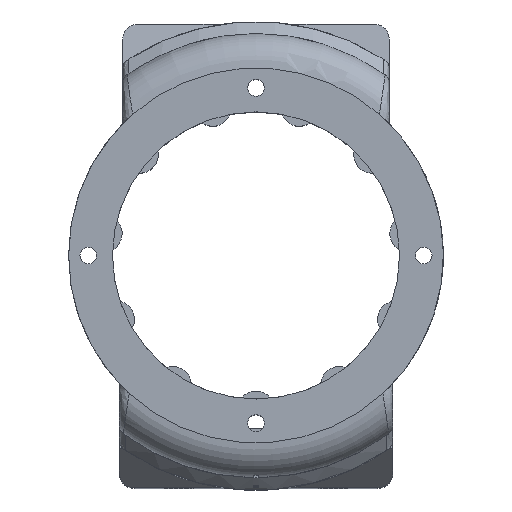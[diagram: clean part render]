
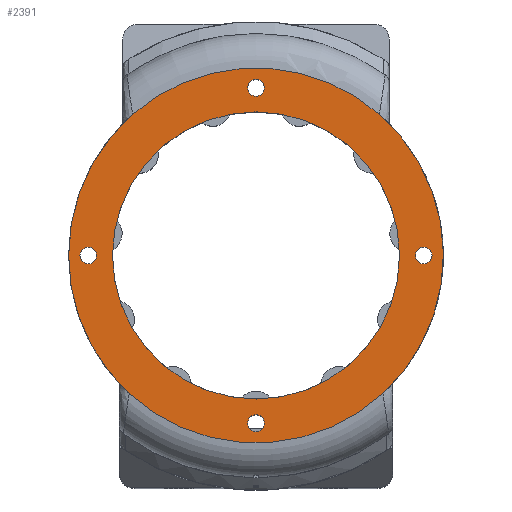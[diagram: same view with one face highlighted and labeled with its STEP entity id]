
A CAD part, top view. The second image highlights one B-rep face of the part: STEP entity #2391.
In plain terms, the highlighted planar face has unit normal (0, 0, 1).
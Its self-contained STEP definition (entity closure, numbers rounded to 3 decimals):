
#7 = VERTEX_POINT ( 'NONE', #4536 ) ;
#33 = CIRCLE ( 'NONE', #9329, 38. ) ;
#102 = DIRECTION ( 'NONE',  ( 1., 0., 0. ) ) ;
#180 = CIRCLE ( 'NONE', #3150, 1.7 ) ;
#201 = CARTESIAN_POINT ( 'NONE',  ( 0., -34., 15. ) ) ;
#202 = AXIS2_PLACEMENT_3D ( 'NONE', #6614, #2782, #8866 ) ;
#239 = DIRECTION ( 'NONE',  ( 0., 0., 1. ) ) ;
#318 = AXIS2_PLACEMENT_3D ( 'NONE', #1171, #8157, #4990 ) ;
#365 = ORIENTED_EDGE ( 'NONE', *, *, #6487, .T. ) ;
#562 = DIRECTION ( 'NONE',  ( 1., 0., 0. ) ) ;
#571 = CIRCLE ( 'NONE', #6263, 1.7 ) ;
#572 = VERTEX_POINT ( 'NONE', #6968 ) ;
#744 = CIRCLE ( 'NONE', #3334, 29.1 ) ;
#747 = DIRECTION ( 'NONE',  ( 1., 0., 0. ) ) ;
#869 = FACE_OUTER_BOUND ( 'NONE', #4747, .T. ) ;
#884 = CARTESIAN_POINT ( 'NONE',  ( -1.7, 34., 15. ) ) ;
#1021 = DIRECTION ( 'NONE',  ( 0., 0., 1. ) ) ;
#1171 = CARTESIAN_POINT ( 'NONE',  ( 0., 0., 15. ) ) ;
#1189 = ORIENTED_EDGE ( 'NONE', *, *, #5490, .F. ) ;
#1205 = CIRCLE ( 'NONE', #6905, 1.7 ) ;
#1217 = CARTESIAN_POINT ( 'NONE',  ( 1.7, 34., 15. ) ) ;
#1261 = ORIENTED_EDGE ( 'NONE', *, *, #6229, .T. ) ;
#1320 = DIRECTION ( 'NONE',  ( 0., 0., 1. ) ) ;
#1321 = DIRECTION ( 'NONE',  ( 1., 0., 0. ) ) ;
#1332 = CARTESIAN_POINT ( 'NONE',  ( 25., 28.618, 15. ) ) ;
#1369 = DIRECTION ( 'NONE',  ( 1., 0., 0. ) ) ;
#1405 = AXIS2_PLACEMENT_3D ( 'NONE', #4799, #3350, #102 ) ;
#1769 = VERTEX_POINT ( 'NONE', #9010 ) ;
#1915 = VERTEX_POINT ( 'NONE', #7668 ) ;
#1969 = CARTESIAN_POINT ( 'NONE',  ( -1.7, -34., 15. ) ) ;
#2040 = VERTEX_POINT ( 'NONE', #884 ) ;
#2046 = DIRECTION ( 'NONE',  ( 0., 0., 1. ) ) ;
#2101 = CARTESIAN_POINT ( 'NONE',  ( -25.713, -27.979, 15. ) ) ;
#2134 = DIRECTION ( 'NONE',  ( 0., 0., 1. ) ) ;
#2137 = ORIENTED_EDGE ( 'NONE', *, *, #10067, .F. ) ;
#2148 = DIRECTION ( 'NONE',  ( 0., 0., 1. ) ) ;
#2391 = ADVANCED_FACE ( 'NONE', ( #4124, #9541, #7142, #7858, #6269, #869 ), #7954, .T. ) ;
#2440 = DIRECTION ( 'NONE',  ( 0., 0., 1. ) ) ;
#2471 = CIRCLE ( 'NONE', #8175, 1.7 ) ;
#2476 = CIRCLE ( 'NONE', #7863, 1.7 ) ;
#2486 = CARTESIAN_POINT ( 'NONE',  ( 0., 0., 15. ) ) ;
#2515 = EDGE_CURVE ( 'NONE', #5468, #2040, #8962, .T. ) ;
#2707 = CIRCLE ( 'NONE', #9225, 38. ) ;
#2731 = ORIENTED_EDGE ( 'NONE', *, *, #5189, .T. ) ;
#2749 = CARTESIAN_POINT ( 'NONE',  ( 0., 0., 15. ) ) ;
#2782 = DIRECTION ( 'NONE',  ( 0., 0., 1. ) ) ;
#2790 = ORIENTED_EDGE ( 'NONE', *, *, #8500, .F. ) ;
#2807 = VERTEX_POINT ( 'NONE', #1969 ) ;
#2813 = ORIENTED_EDGE ( 'NONE', *, *, #8853, .T. ) ;
#2827 = CARTESIAN_POINT ( 'NONE',  ( 29.1, 0., 15. ) ) ;
#3150 = AXIS2_PLACEMENT_3D ( 'NONE', #6262, #239, #7182 ) ;
#3186 = CARTESIAN_POINT ( 'NONE',  ( -34., 0., 15. ) ) ;
#3248 = EDGE_LOOP ( 'NONE', ( #10031, #5007 ) ) ;
#3329 = CIRCLE ( 'NONE', #7740, 38. ) ;
#3334 = AXIS2_PLACEMENT_3D ( 'NONE', #5349, #8670, #5546 ) ;
#3350 = DIRECTION ( 'NONE',  ( 0., 0., 1. ) ) ;
#3512 = AXIS2_PLACEMENT_3D ( 'NONE', #3546, #1320, #1369 ) ;
#3546 = CARTESIAN_POINT ( 'NONE',  ( -34., 0., 15. ) ) ;
#3552 = CARTESIAN_POINT ( 'NONE',  ( 0., 34., 15. ) ) ;
#3576 = AXIS2_PLACEMENT_3D ( 'NONE', #3552, #4388, #8267 ) ;
#3915 = CARTESIAN_POINT ( 'NONE',  ( 1.7, -34., 15. ) ) ;
#4007 = EDGE_LOOP ( 'NONE', ( #8452, #7392 ) ) ;
#4028 = DIRECTION ( 'NONE',  ( 1., 0., 0. ) ) ;
#4101 = EDGE_CURVE ( 'NONE', #6164, #5768, #7924, .T. ) ;
#4124 = FACE_BOUND ( 'NONE', #3248, .T. ) ;
#4209 = EDGE_LOOP ( 'NONE', ( #9837, #2137 ) ) ;
#4287 = DIRECTION ( 'NONE',  ( 0., 0., 1. ) ) ;
#4312 = CIRCLE ( 'NONE', #10023, 38. ) ;
#4388 = DIRECTION ( 'NONE',  ( 0., 0., 1. ) ) ;
#4426 = CARTESIAN_POINT ( 'NONE',  ( 0., 0., 15. ) ) ;
#4536 = CARTESIAN_POINT ( 'NONE',  ( -25., 28.618, 15. ) ) ;
#4693 = DIRECTION ( 'NONE',  ( 0., 0., 1. ) ) ;
#4747 = EDGE_LOOP ( 'NONE', ( #7404, #365, #1261, #2813, #2731 ) ) ;
#4799 = CARTESIAN_POINT ( 'NONE',  ( 0., 0., 15. ) ) ;
#4990 = DIRECTION ( 'NONE',  ( 1., 0., 0. ) ) ;
#5007 = ORIENTED_EDGE ( 'NONE', *, *, #2515, .F. ) ;
#5068 = CARTESIAN_POINT ( 'NONE',  ( 35.7, 0., 15. ) ) ;
#5144 = AXIS2_PLACEMENT_3D ( 'NONE', #3186, #8557, #747 ) ;
#5189 = EDGE_CURVE ( 'NONE', #8253, #9056, #2707, .T. ) ;
#5192 = CARTESIAN_POINT ( 'NONE',  ( 0., -34., 15. ) ) ;
#5203 = CIRCLE ( 'NONE', #318, 38. ) ;
#5234 = DIRECTION ( 'NONE',  ( 1., 0., 0. ) ) ;
#5255 = DIRECTION ( 'NONE',  ( 1., 0., 0. ) ) ;
#5317 = EDGE_CURVE ( 'NONE', #8068, #572, #744, .T. ) ;
#5349 = CARTESIAN_POINT ( 'NONE',  ( 0., 0., 15. ) ) ;
#5468 = VERTEX_POINT ( 'NONE', #1217 ) ;
#5490 = EDGE_CURVE ( 'NONE', #5768, #6164, #7923, .T. ) ;
#5546 = DIRECTION ( 'NONE',  ( 1., 0., 0. ) ) ;
#5589 = DIRECTION ( 'NONE',  ( 1., 0., 0. ) ) ;
#5768 = VERTEX_POINT ( 'NONE', #6430 ) ;
#5789 = CARTESIAN_POINT ( 'NONE',  ( 25.713, -27.979, 15. ) ) ;
#6017 = CARTESIAN_POINT ( 'NONE',  ( 34., 0., 15. ) ) ;
#6068 = CARTESIAN_POINT ( 'NONE',  ( -35.7, 0., 15. ) ) ;
#6164 = VERTEX_POINT ( 'NONE', #6068 ) ;
#6229 = EDGE_CURVE ( 'NONE', #7, #1769, #5203, .T. ) ;
#6262 = CARTESIAN_POINT ( 'NONE',  ( 0., 34., 15. ) ) ;
#6263 = AXIS2_PLACEMENT_3D ( 'NONE', #6017, #2148, #5255 ) ;
#6269 = FACE_BOUND ( 'NONE', #4007, .T. ) ;
#6422 = DIRECTION ( 'NONE',  ( 1., 0., 0. ) ) ;
#6430 = CARTESIAN_POINT ( 'NONE',  ( -32.3, 0., 15. ) ) ;
#6487 = EDGE_CURVE ( 'NONE', #8403, #7, #3329, .T. ) ;
#6572 = VERTEX_POINT ( 'NONE', #3915 ) ;
#6614 = CARTESIAN_POINT ( 'NONE',  ( 0., 0., 15. ) ) ;
#6652 = EDGE_LOOP ( 'NONE', ( #8653, #1189 ) ) ;
#6905 = AXIS2_PLACEMENT_3D ( 'NONE', #5192, #8461, #1321 ) ;
#6968 = CARTESIAN_POINT ( 'NONE',  ( -29.1, 0., 15. ) ) ;
#7136 = CARTESIAN_POINT ( 'NONE',  ( 34., 0., 15. ) ) ;
#7142 = FACE_BOUND ( 'NONE', #4209, .T. ) ;
#7160 = EDGE_CURVE ( 'NONE', #2807, #6572, #2476, .T. ) ;
#7182 = DIRECTION ( 'NONE',  ( 1., 0., 0. ) ) ;
#7222 = EDGE_CURVE ( 'NONE', #9056, #8403, #33, .T. ) ;
#7392 = ORIENTED_EDGE ( 'NONE', *, *, #5317, .F. ) ;
#7404 = ORIENTED_EDGE ( 'NONE', *, *, #7222, .T. ) ;
#7502 = CARTESIAN_POINT ( 'NONE',  ( 0., 0., 15. ) ) ;
#7550 = EDGE_CURVE ( 'NONE', #572, #8068, #9337, .T. ) ;
#7668 = CARTESIAN_POINT ( 'NONE',  ( 32.3, 0., 15. ) ) ;
#7740 = AXIS2_PLACEMENT_3D ( 'NONE', #2486, #4693, #5589 ) ;
#7858 = FACE_BOUND ( 'NONE', #6652, .T. ) ;
#7863 = AXIS2_PLACEMENT_3D ( 'NONE', #201, #1021, #6422 ) ;
#7923 = CIRCLE ( 'NONE', #3512, 1.7 ) ;
#7924 = CIRCLE ( 'NONE', #5144, 1.7 ) ;
#7954 = PLANE ( 'NONE',  #1405 ) ;
#8058 = DIRECTION ( 'NONE',  ( 1., 0., 0. ) ) ;
#8068 = VERTEX_POINT ( 'NONE', #2827 ) ;
#8157 = DIRECTION ( 'NONE',  ( 0., 0., 1. ) ) ;
#8175 = AXIS2_PLACEMENT_3D ( 'NONE', #7136, #2440, #4028 ) ;
#8253 = VERTEX_POINT ( 'NONE', #2101 ) ;
#8267 = DIRECTION ( 'NONE',  ( 1., 0., 0. ) ) ;
#8368 = ORIENTED_EDGE ( 'NONE', *, *, #9626, .F. ) ;
#8403 = VERTEX_POINT ( 'NONE', #1332 ) ;
#8452 = ORIENTED_EDGE ( 'NONE', *, *, #7550, .F. ) ;
#8461 = DIRECTION ( 'NONE',  ( 0., 0., 1. ) ) ;
#8500 = EDGE_CURVE ( 'NONE', #1915, #8995, #2471, .T. ) ;
#8557 = DIRECTION ( 'NONE',  ( 0., 0., 1. ) ) ;
#8559 = EDGE_CURVE ( 'NONE', #2040, #5468, #180, .T. ) ;
#8653 = ORIENTED_EDGE ( 'NONE', *, *, #4101, .F. ) ;
#8670 = DIRECTION ( 'NONE',  ( 0., 0., 1. ) ) ;
#8835 = EDGE_LOOP ( 'NONE', ( #2790, #8368 ) ) ;
#8853 = EDGE_CURVE ( 'NONE', #1769, #8253, #4312, .T. ) ;
#8866 = DIRECTION ( 'NONE',  ( 1., 0., 0. ) ) ;
#8962 = CIRCLE ( 'NONE', #3576, 1.7 ) ;
#8995 = VERTEX_POINT ( 'NONE', #5068 ) ;
#9010 = CARTESIAN_POINT ( 'NONE',  ( -38., 0., 15. ) ) ;
#9056 = VERTEX_POINT ( 'NONE', #5789 ) ;
#9225 = AXIS2_PLACEMENT_3D ( 'NONE', #7502, #2046, #562 ) ;
#9329 = AXIS2_PLACEMENT_3D ( 'NONE', #2749, #4287, #8058 ) ;
#9337 = CIRCLE ( 'NONE', #202, 29.1 ) ;
#9541 = FACE_BOUND ( 'NONE', #8835, .T. ) ;
#9626 = EDGE_CURVE ( 'NONE', #8995, #1915, #571, .T. ) ;
#9837 = ORIENTED_EDGE ( 'NONE', *, *, #7160, .F. ) ;
#10023 = AXIS2_PLACEMENT_3D ( 'NONE', #4426, #2134, #5234 ) ;
#10031 = ORIENTED_EDGE ( 'NONE', *, *, #8559, .F. ) ;
#10067 = EDGE_CURVE ( 'NONE', #6572, #2807, #1205, .T. ) ;
